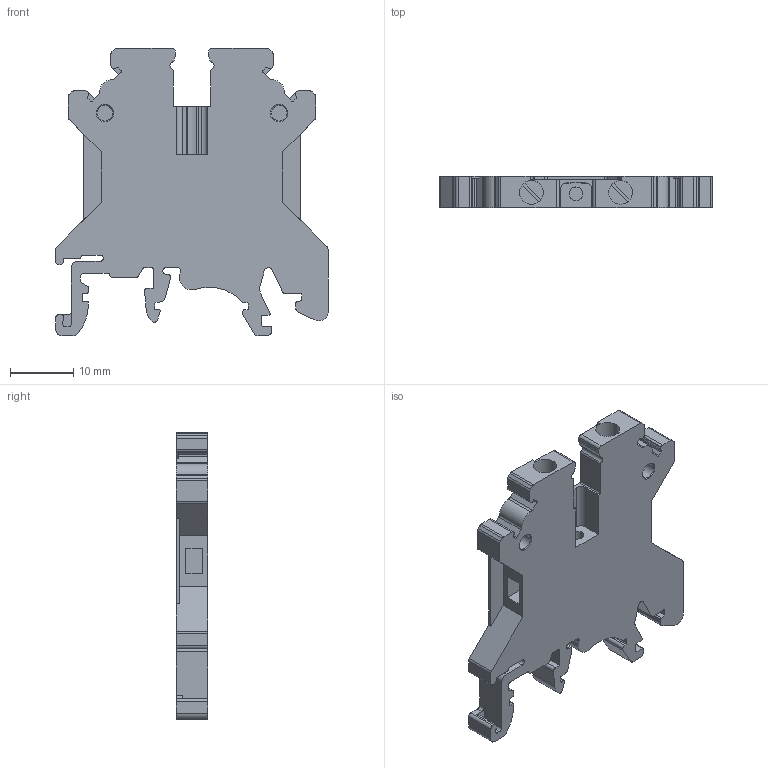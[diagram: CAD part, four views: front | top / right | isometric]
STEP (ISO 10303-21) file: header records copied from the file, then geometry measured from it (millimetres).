
FILE_DESCRIPTION (( 'STEP AP214' ), '1' );
FILE_NAME ('YCT10-00-K07-002 Êîëîäêà êëåììíàÿ CTS 2,5ìì2 ñèíÿÿ.STEP', '2023-10-17T08:26:30', ( '' ), ( '' ), 'SwSTEP 2.0', 'SolidWorks 2022', '' );
FILE_SCHEMA (( 'AUTOMOTIVE_DESIGN' ));
Length unit declared in the file: millimetre
Products named in the file (1): YCT10-00-K07-002 Колодка клеммная CTS 2,5мм2 синяя
Bounding box: 43 x 4.95 x 45.3 mm (x, y, z)
Volume: 5603.6 mm3; surface area: 4613.4 mm2
Topology: 1 solids, 1 shells, 262 faces, 754 edges, 501 vertices
Faces by surface type: plane 144, cylinder 116, cone 2
Full cylindrical faces by diameter (mm): 2.121 x1, 2.5 x2, 3.77 x2
Entity records: 8601 total; most frequent: DIRECTION 1509, CARTESIAN_POINT 1503, ORIENTED_EDGE 1486, EDGE_CURVE 743, VECTOR 503, AXIS2_PLACEMENT_3D 503, LINE 503, VERTEX_POINT 497
